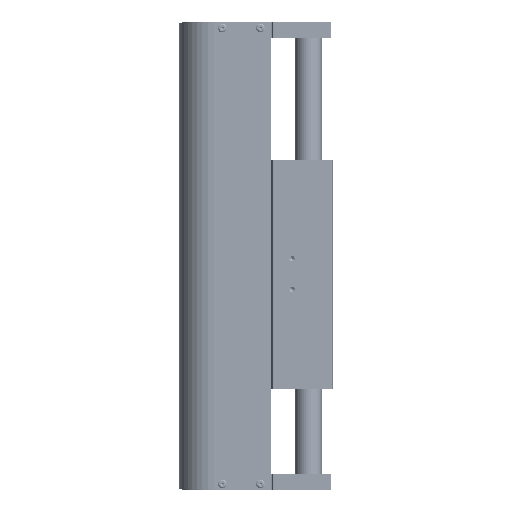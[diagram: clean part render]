
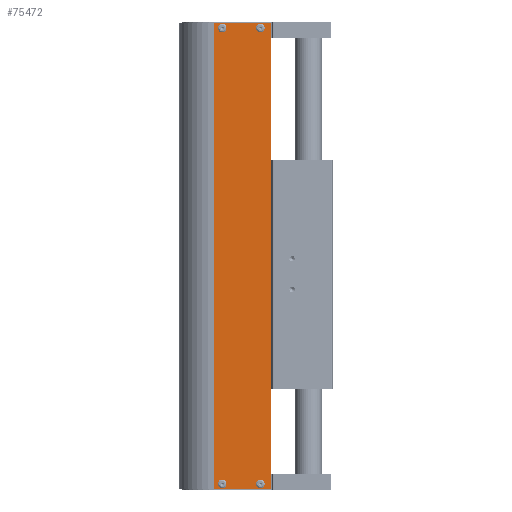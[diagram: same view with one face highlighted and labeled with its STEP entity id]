
A CAD part, left-side view. The second image highlights one B-rep face of the part: STEP entity #75472.
In plain terms, the highlighted face is planar.
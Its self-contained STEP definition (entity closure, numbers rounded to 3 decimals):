
#427 = VERTEX_POINT ( 'NONE', #75001 ) ;
#2190 = ORIENTED_EDGE ( 'NONE', *, *, #20952, .F. ) ;
#3014 = CARTESIAN_POINT ( 'NONE',  ( 32., -7., 5. ) ) ;
#8036 = DIRECTION ( 'NONE',  ( -1., 0., 0. ) ) ;
#8123 = EDGE_LOOP ( 'NONE', ( #68785 ) ) ;
#12872 = CARTESIAN_POINT ( 'NONE',  ( 32., -52., 0. ) ) ;
#14180 = AXIS2_PLACEMENT_3D ( 'NONE', #61373, #82546, #105117 ) ;
#16952 = CARTESIAN_POINT ( 'NONE',  ( 32., -42., 419.6 ) ) ;
#17254 = EDGE_CURVE ( 'NONE', #130958, #130958, #21096, .T. ) ;
#19130 = EDGE_LOOP ( 'NONE', ( #79584 ) ) ;
#20952 = EDGE_CURVE ( 'NONE', #33872, #100205, #39596, .T. ) ;
#21096 = CIRCLE ( 'NONE', #14180, 2.4 ) ;
#24356 = CARTESIAN_POINT ( 'NONE',  ( 32., -42., 422. ) ) ;
#24817 = ORIENTED_EDGE ( 'NONE', *, *, #122776, .T. ) ;
#25261 = AXIS2_PLACEMENT_3D ( 'NONE', #3014, #104199, #115822 ) ;
#27512 = VECTOR ( 'NONE', #32572, 1000. ) ;
#28606 = CARTESIAN_POINT ( 'NONE',  ( 32., 0., 427. ) ) ;
#29874 = FACE_OUTER_BOUND ( 'NONE', #121120, .T. ) ;
#31267 = CARTESIAN_POINT ( 'NONE',  ( 32., -7., 419.6 ) ) ;
#32572 = DIRECTION ( 'NONE',  ( 0., 1., 0. ) ) ;
#32734 = VERTEX_POINT ( 'NONE', #45076 ) ;
#33872 = VERTEX_POINT ( 'NONE', #63919 ) ;
#39457 = DIRECTION ( 'NONE',  ( 0., 0., -1. ) ) ;
#39596 = LINE ( 'NONE', #28606, #89485 ) ;
#43865 = DIRECTION ( 'NONE',  ( 0., 0., -1. ) ) ;
#45076 = CARTESIAN_POINT ( 'NONE',  ( 32., -7., 2.6 ) ) ;
#45284 = VERTEX_POINT ( 'NONE', #56208 ) ;
#46291 = LINE ( 'NONE', #80492, #67827 ) ;
#47706 = DIRECTION ( 'NONE',  ( 0., 1., 0. ) ) ;
#48426 = DIRECTION ( 'NONE',  ( 1., 0., 0. ) ) ;
#49219 = AXIS2_PLACEMENT_3D ( 'NONE', #24356, #48426, #124152 ) ;
#50177 = ORIENTED_EDGE ( 'NONE', *, *, #134337, .F. ) ;
#51714 = FACE_BOUND ( 'NONE', #131878, .T. ) ;
#56208 = CARTESIAN_POINT ( 'NONE',  ( 32., -42., 2.6 ) ) ;
#61373 = CARTESIAN_POINT ( 'NONE',  ( 32., -7., 422. ) ) ;
#63350 = DIRECTION ( 'NONE',  ( 0., -1., 0. ) ) ;
#63919 = CARTESIAN_POINT ( 'NONE',  ( 32., 0., 427. ) ) ;
#64081 = PLANE ( 'NONE',  #84800 ) ;
#64816 = CARTESIAN_POINT ( 'NONE',  ( 32., -52., 427. ) ) ;
#65362 = CARTESIAN_POINT ( 'NONE',  ( 32., -51.5, 0. ) ) ;
#67634 = VECTOR ( 'NONE', #43865, 1000. ) ;
#67827 = VECTOR ( 'NONE', #47706, 1000. ) ;
#68785 = ORIENTED_EDGE ( 'NONE', *, *, #17254, .F. ) ;
#69891 = ORIENTED_EDGE ( 'NONE', *, *, #108173, .T. ) ;
#75001 = CARTESIAN_POINT ( 'NONE',  ( 32., -51.5, 427. ) ) ;
#75472 = ADVANCED_FACE ( 'NONE', ( #85226, #29874, #51714, #96125, #140419 ), #64081, .F. ) ;
#78024 = CARTESIAN_POINT ( 'NONE',  ( 32., -51.5, 427. ) ) ;
#79107 = VERTEX_POINT ( 'NONE', #16952 ) ;
#79584 = ORIENTED_EDGE ( 'NONE', *, *, #104269, .F. ) ;
#80492 = CARTESIAN_POINT ( 'NONE',  ( 32., -52., 427. ) ) ;
#82546 = DIRECTION ( 'NONE',  ( 1., 0., 0. ) ) ;
#84800 = AXIS2_PLACEMENT_3D ( 'NONE', #64816, #8036, #63350 ) ;
#85226 = FACE_BOUND ( 'NONE', #19130, .T. ) ;
#89485 = VECTOR ( 'NONE', #95616, 1000. ) ;
#91545 = ORIENTED_EDGE ( 'NONE', *, *, #131561, .F. ) ;
#91894 = CARTESIAN_POINT ( 'NONE',  ( 32., -42., 5. ) ) ;
#95616 = DIRECTION ( 'NONE',  ( 0., 0., -1. ) ) ;
#96125 = FACE_BOUND ( 'NONE', #8123, .T. ) ;
#96490 = AXIS2_PLACEMENT_3D ( 'NONE', #91894, #136189, #39457 ) ;
#97474 = ORIENTED_EDGE ( 'NONE', *, *, #126344, .F. ) ;
#98356 = VERTEX_POINT ( 'NONE', #65362 ) ;
#100205 = VERTEX_POINT ( 'NONE', #102670 ) ;
#100397 = CIRCLE ( 'NONE', #49219, 2.4 ) ;
#102670 = CARTESIAN_POINT ( 'NONE',  ( 32., 0., 0. ) ) ;
#104199 = DIRECTION ( 'NONE',  ( 1., 0., 0. ) ) ;
#104269 = EDGE_CURVE ( 'NONE', #32734, #32734, #116075, .T. ) ;
#105117 = DIRECTION ( 'NONE',  ( 0., 0., -1. ) ) ;
#108173 = EDGE_CURVE ( 'NONE', #427, #98356, #131944, .T. ) ;
#115093 = CIRCLE ( 'NONE', #96490, 2.4 ) ;
#115822 = DIRECTION ( 'NONE',  ( 0., 0., -1. ) ) ;
#116075 = CIRCLE ( 'NONE', #25261, 2.4 ) ;
#117133 = EDGE_LOOP ( 'NONE', ( #50177 ) ) ;
#121120 = EDGE_LOOP ( 'NONE', ( #91545, #69891, #24817, #2190 ) ) ;
#122776 = EDGE_CURVE ( 'NONE', #98356, #100205, #143137, .T. ) ;
#124152 = DIRECTION ( 'NONE',  ( 0., 0., -1. ) ) ;
#126344 = EDGE_CURVE ( 'NONE', #79107, #79107, #100397, .T. ) ;
#130958 = VERTEX_POINT ( 'NONE', #31267 ) ;
#131561 = EDGE_CURVE ( 'NONE', #427, #33872, #46291, .T. ) ;
#131878 = EDGE_LOOP ( 'NONE', ( #97474 ) ) ;
#131944 = LINE ( 'NONE', #78024, #67634 ) ;
#134337 = EDGE_CURVE ( 'NONE', #45284, #45284, #115093, .T. ) ;
#136189 = DIRECTION ( 'NONE',  ( 1., 0., 0. ) ) ;
#140419 = FACE_BOUND ( 'NONE', #117133, .T. ) ;
#143137 = LINE ( 'NONE', #12872, #27512 ) ;
